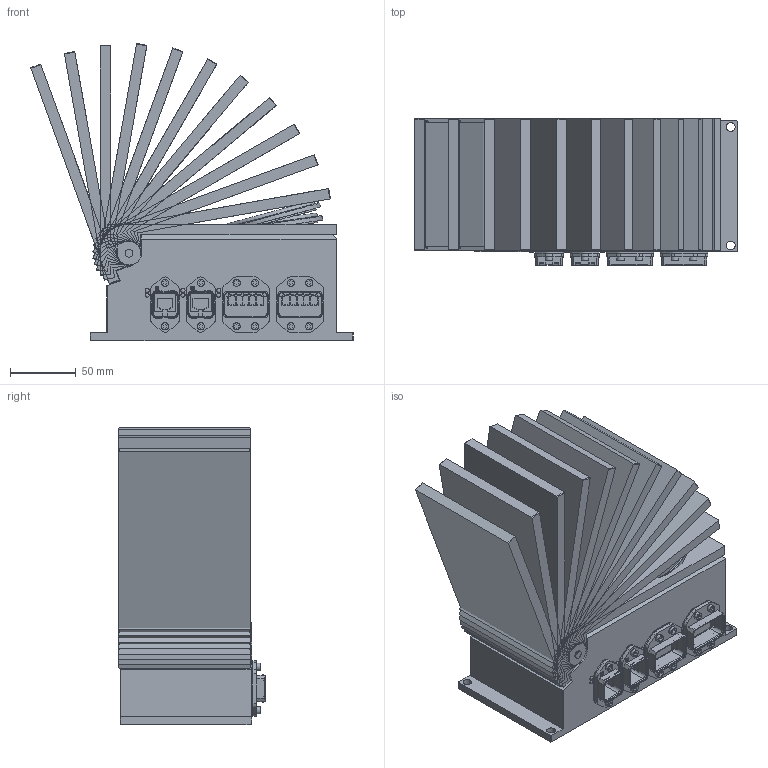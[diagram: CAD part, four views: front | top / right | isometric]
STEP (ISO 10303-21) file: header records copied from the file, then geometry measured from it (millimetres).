
FILE_DESCRIPTION(/* description */ (''),/* implementation_level */ '2;1');
FILE_NAME(/* name */ 'PMM-WECHSEL-NET ETHERNET-IP STÖRKONTUR',/* time_stamp */ '2019-11-04T11:00:34+01:00',/* author */ (''),/* organization */ (''),/* preprocessor_version */ 'ST-DEVELOPER v16.5',/* originating_system */ 'HiCAD 2018 2302.3 Build 504',/* authorisation */ '');
FILE_SCHEMA (('AUTOMOTIVE_DESIGN { 1 0 10303 214 1 1 1 1 }'));
Products named in the file (76): Root; Störkontur Net/Ethernet-IP_Baugruppe; Variante 1 (NET); Stecker P1; 1608087; 1657915_VS-MSTBAH; ISO 4762-M 3x8-10.9_Zylinderkopfschraube_0; Stecker P2; Stecker D1; STARTBAUTEIL; 1608029; 1653087_VS-08-BU-RJ45-6_LH-1; Stecker D2; Lichtleiter_Baugruppe; ROTATIONSTEIL_0; Baugruppe Wechselkassette_Baugruppe; Wechselkassette; Haltering; O-Ring 74x4; SCHUTZGLAS; Teflonscheibe; O-Ring 69x4; Deckel 3; Deckel; Welle; Taster; Gehäuse
Assembly tree (75 placements, depth 6):
  Root
    Störkontur Net/Ethernet-IP_Baugruppe
      Variante 1 (NET)
        Stecker P1
          1608087
            1608087
          1657915_VS-MSTBAH
            1657915_VS-MSTBAH
          ISO 4762-M 3x8-10.9_Zylinderkopfschraube_0
          ISO 4762-M 3x8-10.9_Zylinderkopfschraube_0
          ISO 4762-M 3x8-10.9_Zylinderkopfschraube_0
          ISO 4762-M 3x8-10.9_Zylinderkopfschraube_0
        Stecker P2
          1608087
            1608087
          1657915_VS-MSTBAH
            1657915_VS-MSTBAH
          ISO 4762-M 3x8-10.9_Zylinderkopfschraube_0
          ISO 4762-M 3x8-10.9_Zylinderkopfschraube_0
          ISO 4762-M 3x8-10.9_Zylinderkopfschraube_0
          ISO 4762-M 3x8-10.9_Zylinderkopfschraube_0
        Stecker D1
          STARTBAUTEIL
            1608029
          STARTBAUTEIL
            1653087_VS-08-BU-RJ45-6_LH-1
          ISO 4762-M 3x8-10.9_Zylinderkopfschraube_0
          ISO 4762-M 3x8-10.9_Zylinderkopfschraube_0
        Stecker D2
          STARTBAUTEIL
            1608029
          STARTBAUTEIL
            1653087_VS-08-BU-RJ45-6_LH-1
          ISO 4762-M 3x8-10.9_Zylinderkopfschraube_0
          ISO 4762-M 3x8-10.9_Zylinderkopfschraube_0
      Lichtleiter_Baugruppe
        ROTATIONSTEIL_0
        ROTATIONSTEIL_0
        ROTATIONSTEIL_0
        ROTATIONSTEIL_0
        ROTATIONSTEIL_0
        ROTATIONSTEIL_0
      Baugruppe Wechselkassette_Baugruppe
        Wechselkassette
        Haltering
        O-Ring 74x4
        SCHUTZGLAS
        Teflonscheibe
      Baugruppe Wechselkassette_Baugruppe
        Wechselkassette
        Haltering
        O-Ring 69x4
        SCHUTZGLAS
        Teflonscheibe
      Baugruppe Wechselkassette_Baugruppe
        Wechselkassette
        Haltering
        O-Ring 69x4
        SCHUTZGLAS
        Teflonscheibe
Bounding box: 245.21 x 111.3 x 225.92 mm (x, y, z)
Volume: 2023022.1 mm3; surface area: 746441.3 mm2
Topology: 56 solids, 56 shells, 3071 faces, 8224 edges, 5402 vertices
Faces by surface type: plane 1970, cylinder 937, cone 99, torus 39, sphere 26
Full cylindrical faces by diameter (mm): 2.387 x24, 2.9 x6, 3 x12, 3.2 x6, 3.4 x12, 4 x13, 4.5 x4, 5.5 x12, 6 x26, 6.1 x2, 6.6 x4, 7 x1, 8 x2, 50 x10, 51 x3, 55 x6, 55.2 x3, 67.8 x3, 68 x3, 70 x3, 70.6 x3, 77.2 x3, 80 x3, 85 x3
Entity records: 174483 total; most frequent: CARTESIAN_POINT 24154, DIRECTION 16556, PRESENTATION_STYLE_ASSIGNMENT 16314, OVER_RIDING_STYLED_ITEM 16258, DRAUGHTING_PRE_DEFINED_CURVE_FONT 15734, CURVE_STYLE 15734, ORIENTED_EDGE 15734, EDGE_CURVE 7867
